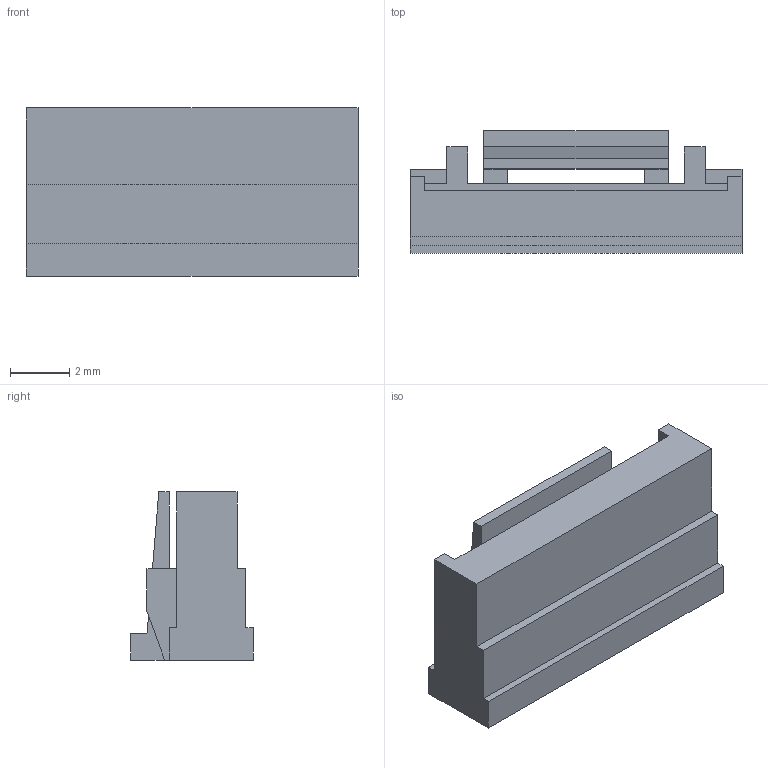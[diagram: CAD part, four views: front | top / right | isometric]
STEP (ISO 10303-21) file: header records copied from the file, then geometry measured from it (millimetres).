
FILE_DESCRIPTION (( 'STEP AP214' ), '1' );
FILE_NAME ('GHR-08V-S.STEP', '2012-02-09T01:14:55', ( ' ' ), ( ' ' ), 'SwSTEP 2.0', 'SolidWorks 2005235', '' );
FILE_SCHEMA (( 'AUTOMOTIVE_DESIGN' ));
Length unit declared in the file: millimetre
Products named in the file (1): GHR-08V-S
Bounding box: 11.25 x 4.15 x 5.7 mm (x, y, z)
Volume: 151.9 mm3; surface area: 338.2 mm2
Topology: 2 solids, 2 shells, 84 faces, 222 edges, 148 vertices
Faces by surface type: plane 84
Entity records: 3506 total; most frequent: CARTESIAN_POINT 455, ORIENTED_EDGE 444, DIRECTION 392, VECTOR 222, LINE 222, EDGE_CURVE 222, VERTEX_POINT 148, EDGE_LOOP 92
